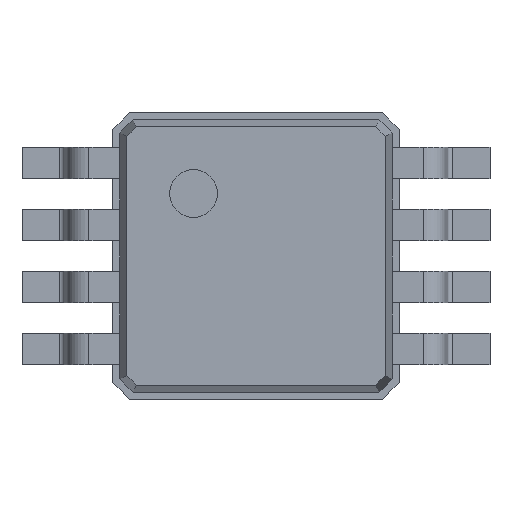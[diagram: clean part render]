
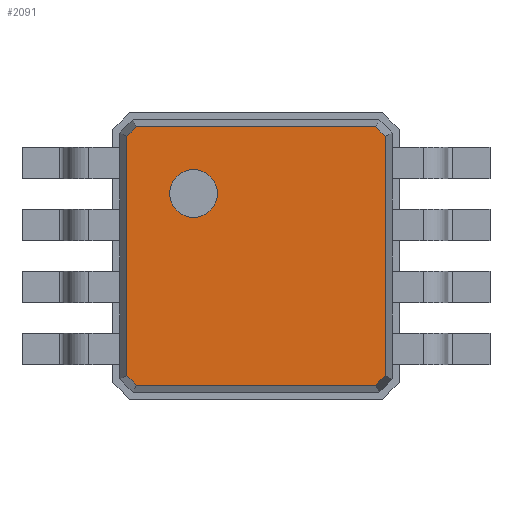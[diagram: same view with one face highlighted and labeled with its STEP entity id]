
A CAD part, top view. The second image highlights one B-rep face of the part: STEP entity #2091.
In plain terms, the highlighted planar face has unit normal (0, 0, 1).
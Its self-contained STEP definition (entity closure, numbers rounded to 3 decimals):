
#13=DIRECTION('',(0.,0.,1.));
#27=VECTOR('',#28,1.);
#28=DIRECTION('',(1.,0.,0.));
#51=VECTOR('',#52,1.);
#52=DIRECTION('',(0.707,-0.707,0.));
#58=VECTOR('',#59,1.);
#59=DIRECTION('',(0.,-1.,0.));
#65=VECTOR('',#66,1.);
#66=DIRECTION('',(-0.707,-0.707,0.));
#72=VECTOR('',#73,1.);
#73=DIRECTION('',(-1.,0.,0.));
#79=VECTOR('',#80,1.);
#80=DIRECTION('',(-0.707,0.707,0.));
#86=VECTOR('',#87,1.);
#87=DIRECTION('',(0.,1.,0.));
#91=VECTOR('',#92,1.);
#92=DIRECTION('',(0.707,0.707,0.));
#793=VERTEX_POINT('',#794);
#794=CARTESIAN_POINT('',(-1.354,1.252,0.95));
#796=ORIENTED_EDGE('',*,*,#797,.F.);
#797=EDGE_CURVE('',#798,#793,#800,.T.);
#798=VERTEX_POINT('',#799);
#799=CARTESIAN_POINT('',(-1.354,-1.252,0.95));
#800=LINE('',#799,#86);
#811=VERTEX_POINT('',#812);
#812=CARTESIAN_POINT('',(-1.252,1.354,0.95));
#814=ORIENTED_EDGE('',*,*,#815,.F.);
#815=EDGE_CURVE('',#793,#811,#816,.T.);
#816=LINE('',#794,#91);
#825=VERTEX_POINT('',#826);
#826=CARTESIAN_POINT('',(1.252,1.354,0.95));
#828=ORIENTED_EDGE('',*,*,#829,.F.);
#829=EDGE_CURVE('',#811,#825,#830,.T.);
#830=LINE('',#812,#27);
#839=VERTEX_POINT('',#840);
#840=CARTESIAN_POINT('',(1.354,1.252,0.95));
#842=ORIENTED_EDGE('',*,*,#843,.F.);
#843=EDGE_CURVE('',#825,#839,#844,.T.);
#844=LINE('',#826,#51);
#885=VERTEX_POINT('',#886);
#886=CARTESIAN_POINT('',(1.354,-1.252,0.95));
#888=ORIENTED_EDGE('',*,*,#889,.F.);
#889=EDGE_CURVE('',#839,#885,#890,.T.);
#890=LINE('',#840,#58);
#2091=ADVANCED_FACE('',(#2092,#2107),#2117,.T.);
#2092=FACE_BOUND('',#2093,.T.);
#2093=EDGE_LOOP('',(#828,#814,#796,#2094,#2099,#2104,#888,#842));
#2094=ORIENTED_EDGE('',*,*,#2095,.F.);
#2095=EDGE_CURVE('',#2096,#798,#2098,.T.);
#2096=VERTEX_POINT('',#2097);
#2097=CARTESIAN_POINT('',(-1.252,-1.354,0.95));
#2098=LINE('',#2097,#79);
#2099=ORIENTED_EDGE('',*,*,#2100,.F.);
#2100=EDGE_CURVE('',#2101,#2096,#2103,.T.);
#2101=VERTEX_POINT('',#2102);
#2102=CARTESIAN_POINT('',(1.252,-1.354,0.95));
#2103=LINE('',#2102,#72);
#2104=ORIENTED_EDGE('',*,*,#2105,.F.);
#2105=EDGE_CURVE('',#885,#2101,#2106,.T.);
#2106=LINE('',#886,#65);
#2107=FACE_BOUND('',#2108,.T.);
#2108=EDGE_LOOP('',(#2109));
#2109=ORIENTED_EDGE('',*,*,#2110,.T.);
#2110=EDGE_CURVE('',#2111,#2111,#2113,.T.);
#2111=VERTEX_POINT('',#2112);
#2112=CARTESIAN_POINT('',(-0.654,0.404,0.95));
#2113=CIRCLE('',#2114,0.25);
#2114=AXIS2_PLACEMENT_3D('',#2115,#2116,#59);
#2115=CARTESIAN_POINT('',(-0.654,0.654,0.95));
#2116=DIRECTION('',(0.,-0.,-1.));
#2117=PLANE('',#2118);
#2118=AXIS2_PLACEMENT_3D('',#812,#13,#2119);
#2119=DIRECTION('',(0.679,-0.734,0.));
